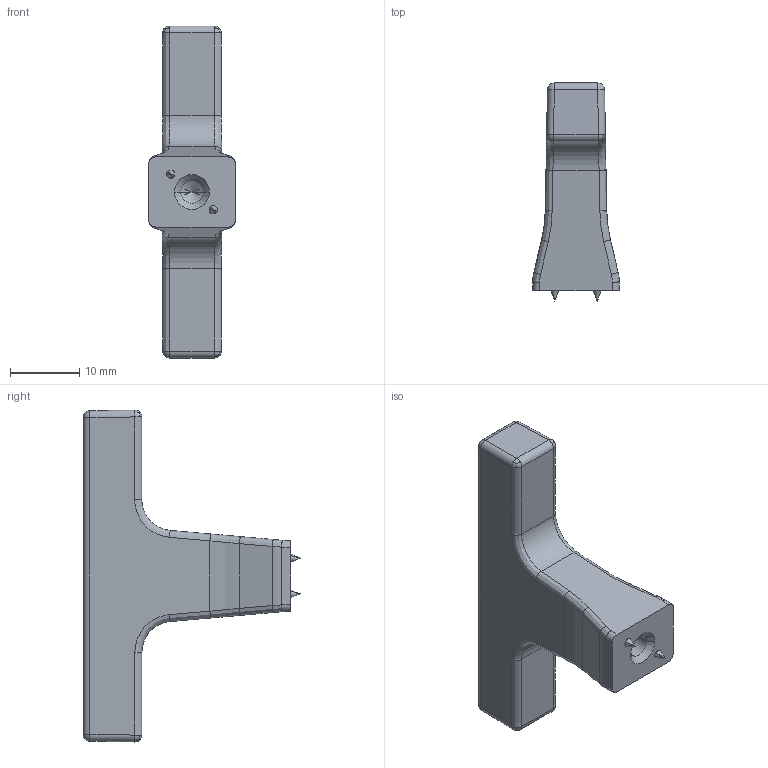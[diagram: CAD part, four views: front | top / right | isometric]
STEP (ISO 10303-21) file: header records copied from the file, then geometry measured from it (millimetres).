
FILE_DESCRIPTION(('Creo Elements/Direct Modeling STEP Export'),'2;1');
FILE_NAME('2562-48.stp','2021-07-15T16:17:23',(''),(''),'Creo Elements/Direct Modeling STEP processor for AP214 (Solid Model)','Creo Elements/Direct Modeling 20.0 12-Nov-2016 (C) Parametric Technology GmbH','');
FILE_SCHEMA(('AUTOMOTIVE_DESIGN { 1 0 10303 214 1 1 1 1 }'));
Length unit declared in the file: millimetre
Products named in the file (2): ZN-11471
Assembly tree (1 placements, depth 2):
  ZN-11471
    ZN-11471
Bounding box: 12.5 x 31.5 x 48 mm (x, y, z)
Volume: 5791.8 mm3; surface area: 2698.4 mm2
Topology: 1 solids, 1 shells, 87 faces, 206 edges, 115 vertices
Faces by surface type: bspline 36, cylinder 24, plane 15, cone 8, sphere 4
Entity records: 6250 total; most frequent: CARTESIAN_POINT 4679, ORIENTED_EDGE 392, DIRECTION 208, EDGE_CURVE 196, VERTEX_POINT 115, EDGE_LOOP 91, FACE_OUTER_BOUND 87, ADVANCED_FACE 87
